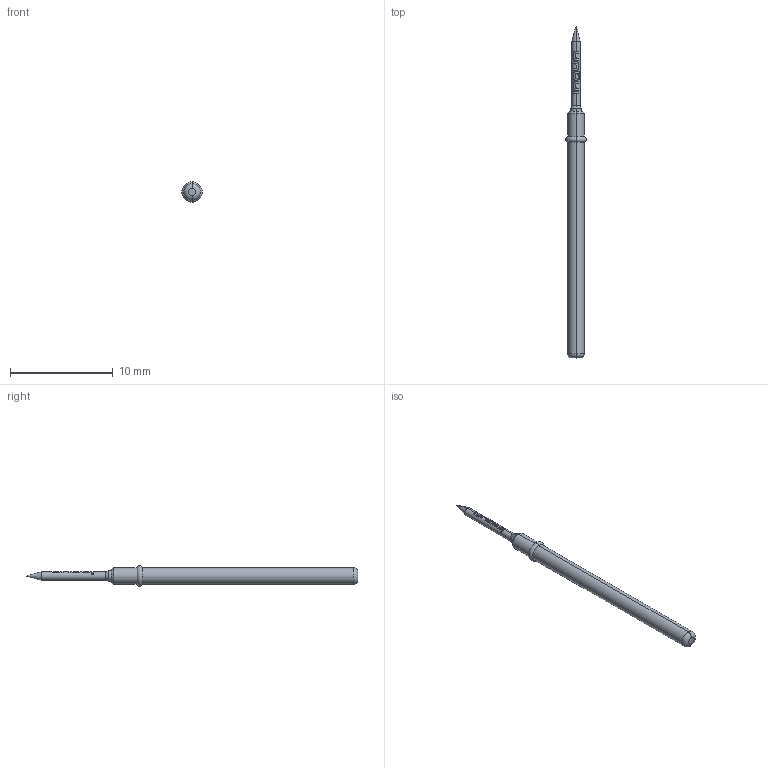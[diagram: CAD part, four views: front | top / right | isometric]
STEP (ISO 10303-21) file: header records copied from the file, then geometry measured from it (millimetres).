
FILE_DESCRIPTION (( 'STEP AP203' ), '1' );
FILE_NAME ('INGUN_GKS-112_201_080_R_xx03.STEP', '2020-07-22T12:49:48', ( '' ), ( '' ), 'SwSTEP 2.0', 'SolidWorks 2018', '' );
FILE_SCHEMA (( 'CONFIG_CONTROL_DESIGN' ));
Length unit declared in the file: millimetre
Products named in the file (1): INGUN_GKS-112_201_080_R_xx03
Bounding box: 2 x 32.3 x 2 mm (x, y, z)
Volume: 55.1 mm3; surface area: 147.5 mm2
Topology: 1 solids, 1 shells, 101 faces, 280 edges, 181 vertices
Faces by surface type: plane 42, cylinder 27, bspline 22, cone 6, torus 4
Entity records: 4267 total; most frequent: CARTESIAN_POINT 2109, ORIENTED_EDGE 556, EDGE_CURVE 278, DIRECTION 240, B_SPLINE_CURVE_WITH_KNOTS 222, VERTEX_POINT 181, AXIS2_PLACEMENT_3D 104, EDGE_LOOP 103
